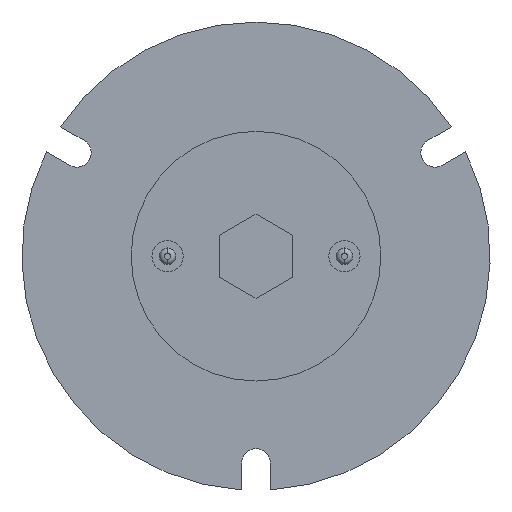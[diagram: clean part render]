
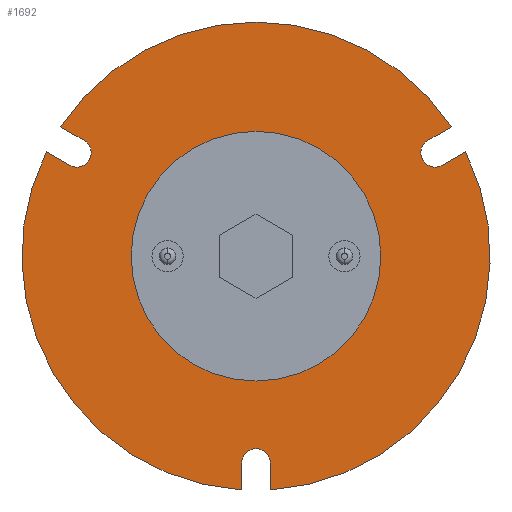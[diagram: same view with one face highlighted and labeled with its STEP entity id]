
A CAD part, front view. The second image highlights one B-rep face of the part: STEP entity #1692.
In plain terms, the highlighted planar face has unit normal (0, -1, 0).
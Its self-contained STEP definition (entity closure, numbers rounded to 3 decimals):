
#41 = LINE ( 'NONE', #3320, #3671 ) ;
#57 = CIRCLE ( 'NONE', #1174, 45. ) ;
#88 = AXIS2_PLACEMENT_3D ( 'NONE', #2309, #1841, #3324 ) ;
#103 = DIRECTION ( 'NONE',  ( 0., 1., 0. ) ) ;
#154 = ORIENTED_EDGE ( 'NONE', *, *, #686, .T. ) ;
#165 = CIRCLE ( 'NONE', #4250, 2.75 ) ;
#332 = CIRCLE ( 'NONE', #4049, 2.75 ) ;
#364 = ORIENTED_EDGE ( 'NONE', *, *, #1267, .T. ) ;
#366 = EDGE_CURVE ( 'NONE', #1465, #3893, #1654, .T. ) ;
#372 = CARTESIAN_POINT ( 'NONE',  ( -33.05, -9.6, 22.257 ) ) ;
#461 = CARTESIAN_POINT ( 'NONE',  ( 0., -9.6, -39.75 ) ) ;
#575 = DIRECTION ( 'NONE',  ( 0., 0., 1. ) ) ;
#582 = DIRECTION ( 'NONE',  ( 0., 1., 0. ) ) ;
#583 = VERTEX_POINT ( 'NONE', #3678 ) ;
#637 = CARTESIAN_POINT ( 'NONE',  ( 35.8, -9.6, 17.493 ) ) ;
#686 = EDGE_CURVE ( 'NONE', #6004, #5368, #332, .T. ) ;
#798 = VECTOR ( 'NONE', #5927, 1000. ) ;
#830 = CARTESIAN_POINT ( 'NONE',  ( -34.425, -9.6, 19.875 ) ) ;
#897 = VERTEX_POINT ( 'NONE', #637 ) ;
#927 = AXIS2_PLACEMENT_3D ( 'NONE', #1567, #4075, #1790 ) ;
#930 = ORIENTED_EDGE ( 'NONE', *, *, #3679, .F. ) ;
#941 = DIRECTION ( 'NONE',  ( 0., -1., 0. ) ) ;
#995 = FACE_OUTER_BOUND ( 'NONE', #1157, .T. ) ;
#1080 = ORIENTED_EDGE ( 'NONE', *, *, #1377, .T. ) ;
#1094 = EDGE_CURVE ( 'NONE', #1465, #583, #2966, .T. ) ;
#1103 = EDGE_CURVE ( 'NONE', #4828, #2122, #1735, .T. ) ;
#1115 = ORIENTED_EDGE ( 'NONE', *, *, #1391, .T. ) ;
#1130 = VERTEX_POINT ( 'NONE', #3059 ) ;
#1136 = EDGE_CURVE ( 'NONE', #3543, #1582, #4728, .T. ) ;
#1157 = EDGE_LOOP ( 'NONE', ( #3843, #4045, #4808, #1115, #930, #2632, #154, #3845, #4206, #5971, #364, #1080, #5724 ) ) ;
#1174 = AXIS2_PLACEMENT_3D ( 'NONE', #5111, #2250, #5576 ) ;
#1267 = EDGE_CURVE ( 'NONE', #2558, #897, #41, .T. ) ;
#1314 = DIRECTION ( 'NONE',  ( -0.866, 0., -0.5 ) ) ;
#1377 = EDGE_CURVE ( 'NONE', #897, #1130, #5301, .T. ) ;
#1391 = EDGE_CURVE ( 'NONE', #2313, #2210, #1512, .T. ) ;
#1465 = VERTEX_POINT ( 'NONE', #2719 ) ;
#1467 = EDGE_CURVE ( 'NONE', #3893, #2313, #4720, .T. ) ;
#1512 = LINE ( 'NONE', #4256, #2757 ) ;
#1556 = CARTESIAN_POINT ( 'NONE',  ( 0., -9.6, 23.5 ) ) ;
#1567 = CARTESIAN_POINT ( 'NONE',  ( 0., -9.6, 0. ) ) ;
#1580 = VECTOR ( 'NONE', #5654, 1000. ) ;
#1582 = VERTEX_POINT ( 'NONE', #2864 ) ;
#1615 = CARTESIAN_POINT ( 'NONE',  ( 2.75, -9.6, -39.75 ) ) ;
#1618 = DIRECTION ( 'NONE',  ( 0.866, 0., -0.5 ) ) ;
#1654 = LINE ( 'NONE', #4467, #4193 ) ;
#1692 = ADVANCED_FACE ( 'NONE', ( #2028, #995 ), #5771, .F. ) ;
#1735 = CIRCLE ( 'NONE', #2839, 23.5 ) ;
#1771 = DIRECTION ( 'NONE',  ( 0., 0., 1. ) ) ;
#1790 = DIRECTION ( 'NONE',  ( 0., 0., 1. ) ) ;
#1817 = DIRECTION ( 'NONE',  ( 0., 1., 0. ) ) ;
#1841 = DIRECTION ( 'NONE',  ( 0., 1., 0. ) ) ;
#1975 = CARTESIAN_POINT ( 'NONE',  ( 0., -9.6, -23.5 ) ) ;
#2028 = FACE_BOUND ( 'NONE', #2325, .T. ) ;
#2118 = EDGE_CURVE ( 'NONE', #2558, #1582, #3322, .T. ) ;
#2122 = VERTEX_POINT ( 'NONE', #1975 ) ;
#2136 = CARTESIAN_POINT ( 'NONE',  ( 0., -9.6, -37. ) ) ;
#2210 = VERTEX_POINT ( 'NONE', #4346 ) ;
#2250 = DIRECTION ( 'NONE',  ( 0., 1., 0. ) ) ;
#2254 = DIRECTION ( 'NONE',  ( 0., 1., 0. ) ) ;
#2309 = CARTESIAN_POINT ( 'NONE',  ( 0., -9.6, 0. ) ) ;
#2313 = VERTEX_POINT ( 'NONE', #3618 ) ;
#2325 = EDGE_LOOP ( 'NONE', ( #3755, #5356 ) ) ;
#2335 = DIRECTION ( 'NONE',  ( 0., 0., 1. ) ) ;
#2346 = CARTESIAN_POINT ( 'NONE',  ( -1.375, -9.6, 2.382 ) ) ;
#2455 = VECTOR ( 'NONE', #5663, 1000. ) ;
#2540 = AXIS2_PLACEMENT_3D ( 'NONE', #4682, #1817, #6148 ) ;
#2558 = VERTEX_POINT ( 'NONE', #5957 ) ;
#2595 = CARTESIAN_POINT ( 'NONE',  ( -2.75, -9.6, 0. ) ) ;
#2632 = ORIENTED_EDGE ( 'NONE', *, *, #3584, .T. ) ;
#2719 = CARTESIAN_POINT ( 'NONE',  ( -37.523, -9.6, 24.84 ) ) ;
#2757 = VECTOR ( 'NONE', #5283, 1000. ) ;
#2802 = CARTESIAN_POINT ( 'NONE',  ( 2.75, -9.6, 0. ) ) ;
#2839 = AXIS2_PLACEMENT_3D ( 'NONE', #4235, #6122, #2335 ) ;
#2864 = CARTESIAN_POINT ( 'NONE',  ( 2.75, -9.6, -44.916 ) ) ;
#2966 = CIRCLE ( 'NONE', #2540, 45. ) ;
#3059 = CARTESIAN_POINT ( 'NONE',  ( 33.05, -9.6, 22.257 ) ) ;
#3320 = CARTESIAN_POINT ( 'NONE',  ( 1.375, -9.6, -2.382 ) ) ;
#3322 = CIRCLE ( 'NONE', #88, 45. ) ;
#3324 = DIRECTION ( 'NONE',  ( 0., 0., 1. ) ) ;
#3413 = CARTESIAN_POINT ( 'NONE',  ( 34.425, -9.6, 19.875 ) ) ;
#3417 = CARTESIAN_POINT ( 'NONE',  ( 0., -9.6, -39.75 ) ) ;
#3543 = VERTEX_POINT ( 'NONE', #1615 ) ;
#3584 = EDGE_CURVE ( 'NONE', #5835, #6004, #5698, .T. ) ;
#3618 = CARTESIAN_POINT ( 'NONE',  ( -35.8, -9.6, 17.493 ) ) ;
#3671 = VECTOR ( 'NONE', #1314, 1000. ) ;
#3678 = CARTESIAN_POINT ( 'NONE',  ( 37.523, -9.6, 24.84 ) ) ;
#3679 = EDGE_CURVE ( 'NONE', #5835, #2210, #57, .T. ) ;
#3726 = LINE ( 'NONE', #2346, #2455 ) ;
#3755 = ORIENTED_EDGE ( 'NONE', *, *, #1103, .F. ) ;
#3764 = DIRECTION ( 'NONE',  ( 0., 0., 1. ) ) ;
#3776 = CARTESIAN_POINT ( 'NONE',  ( 0., -9.6, 0. ) ) ;
#3781 = DIRECTION ( 'NONE',  ( 0., 1., 0. ) ) ;
#3843 = ORIENTED_EDGE ( 'NONE', *, *, #1094, .F. ) ;
#3845 = ORIENTED_EDGE ( 'NONE', *, *, #4761, .T. ) ;
#3893 = VERTEX_POINT ( 'NONE', #372 ) ;
#3905 = DIRECTION ( 'NONE',  ( 0., 0., 1. ) ) ;
#3982 = EDGE_CURVE ( 'NONE', #2122, #4828, #4811, .T. ) ;
#4009 = AXIS2_PLACEMENT_3D ( 'NONE', #3413, #103, #575 ) ;
#4045 = ORIENTED_EDGE ( 'NONE', *, *, #366, .T. ) ;
#4049 = AXIS2_PLACEMENT_3D ( 'NONE', #461, #3781, #3764 ) ;
#4075 = DIRECTION ( 'NONE',  ( 0., 1., 0. ) ) ;
#4182 = CARTESIAN_POINT ( 'NONE',  ( -2.75, -9.6, -39.75 ) ) ;
#4193 = VECTOR ( 'NONE', #1618, 1000. ) ;
#4206 = ORIENTED_EDGE ( 'NONE', *, *, #1136, .T. ) ;
#4235 = CARTESIAN_POINT ( 'NONE',  ( 0., -9.6, 0. ) ) ;
#4245 = DIRECTION ( 'NONE',  ( 0., 0., 1. ) ) ;
#4250 = AXIS2_PLACEMENT_3D ( 'NONE', #3417, #582, #3905 ) ;
#4256 = CARTESIAN_POINT ( 'NONE',  ( -1.375, -9.6, -2.382 ) ) ;
#4346 = CARTESIAN_POINT ( 'NONE',  ( -40.273, -9.6, 20.076 ) ) ;
#4467 = CARTESIAN_POINT ( 'NONE',  ( 1.375, -9.6, 2.382 ) ) ;
#4682 = CARTESIAN_POINT ( 'NONE',  ( 0., -9.6, 0. ) ) ;
#4720 = CIRCLE ( 'NONE', #5617, 2.75 ) ;
#4728 = LINE ( 'NONE', #2802, #1580 ) ;
#4761 = EDGE_CURVE ( 'NONE', #5368, #3543, #165, .T. ) ;
#4808 = ORIENTED_EDGE ( 'NONE', *, *, #1467, .T. ) ;
#4811 = CIRCLE ( 'NONE', #5591, 23.5 ) ;
#4828 = VERTEX_POINT ( 'NONE', #1556 ) ;
#5002 = CARTESIAN_POINT ( 'NONE',  ( -2.75, -9.6, -44.916 ) ) ;
#5111 = CARTESIAN_POINT ( 'NONE',  ( 0., -9.6, 0. ) ) ;
#5283 = DIRECTION ( 'NONE',  ( -0.866, 0., 0.5 ) ) ;
#5301 = CIRCLE ( 'NONE', #4009, 2.75 ) ;
#5356 = ORIENTED_EDGE ( 'NONE', *, *, #3982, .F. ) ;
#5368 = VERTEX_POINT ( 'NONE', #2136 ) ;
#5576 = DIRECTION ( 'NONE',  ( 0., 0., 1. ) ) ;
#5591 = AXIS2_PLACEMENT_3D ( 'NONE', #3776, #941, #4245 ) ;
#5617 = AXIS2_PLACEMENT_3D ( 'NONE', #830, #2254, #1771 ) ;
#5654 = DIRECTION ( 'NONE',  ( 0., 0., -1. ) ) ;
#5663 = DIRECTION ( 'NONE',  ( 0.866, 0., 0.5 ) ) ;
#5698 = LINE ( 'NONE', #2595, #798 ) ;
#5724 = ORIENTED_EDGE ( 'NONE', *, *, #6064, .T. ) ;
#5771 = PLANE ( 'NONE',  #927 ) ;
#5835 = VERTEX_POINT ( 'NONE', #5002 ) ;
#5927 = DIRECTION ( 'NONE',  ( 0., 0., 1. ) ) ;
#5957 = CARTESIAN_POINT ( 'NONE',  ( 40.273, -9.6, 20.076 ) ) ;
#5971 = ORIENTED_EDGE ( 'NONE', *, *, #2118, .F. ) ;
#6004 = VERTEX_POINT ( 'NONE', #4182 ) ;
#6064 = EDGE_CURVE ( 'NONE', #1130, #583, #3726, .T. ) ;
#6122 = DIRECTION ( 'NONE',  ( 0., -1., 0. ) ) ;
#6148 = DIRECTION ( 'NONE',  ( 0., 0., 1. ) ) ;
